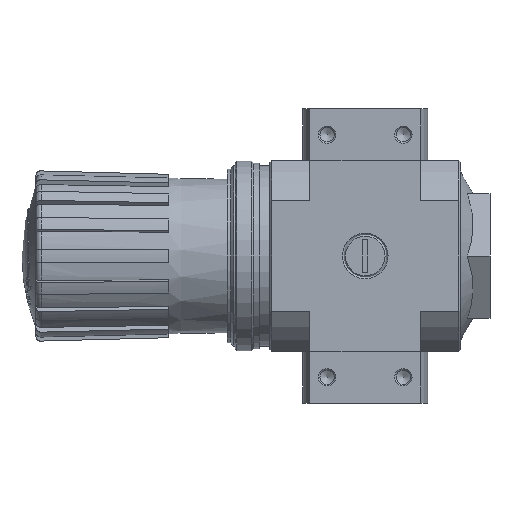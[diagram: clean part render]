
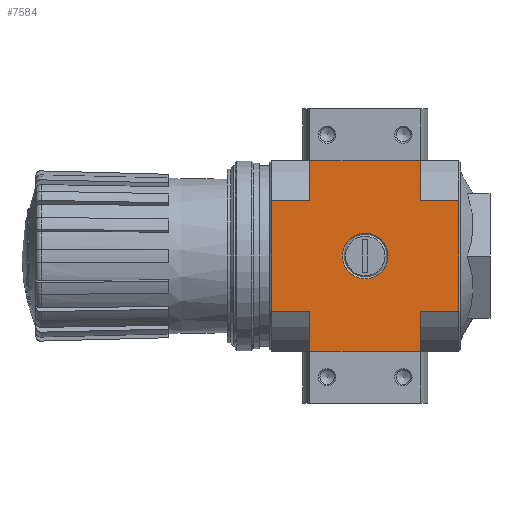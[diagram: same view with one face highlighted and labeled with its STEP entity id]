
A CAD part, left-side view. The second image highlights one B-rep face of the part: STEP entity #7584.
In plain terms, the highlighted face is planar.
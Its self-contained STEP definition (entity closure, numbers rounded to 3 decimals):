
#201=LINE('',#10556,#536);
#317=LINE('',#11845,#652);
#333=LINE('',#11907,#668);
#334=LINE('',#11910,#669);
#335=LINE('',#11912,#670);
#336=LINE('',#11914,#671);
#337=LINE('',#11915,#672);
#338=LINE('',#11917,#673);
#339=LINE('',#11919,#674);
#340=LINE('',#11921,#675);
#341=LINE('',#11923,#676);
#342=LINE('',#11924,#677);
#536=VECTOR('',#8658,1000.);
#652=VECTOR('',#9294,1000.);
#668=VECTOR('',#9332,1000.);
#669=VECTOR('',#9333,1000.);
#670=VECTOR('',#9334,1000.);
#671=VECTOR('',#9335,1000.);
#672=VECTOR('',#9336,1000.);
#673=VECTOR('',#9337,1000.);
#674=VECTOR('',#9338,1000.);
#675=VECTOR('',#9339,1000.);
#676=VECTOR('',#9340,1000.);
#677=VECTOR('',#9341,1000.);
#952=PLANE('',#8156);
#1230=CIRCLE('',#8157,6.579);
#2056=ORIENTED_EDGE('',*,*,#3590,.T.);
#2057=ORIENTED_EDGE('',*,*,#3591,.T.);
#2058=ORIENTED_EDGE('',*,*,#3592,.F.);
#2059=ORIENTED_EDGE('',*,*,#3593,.T.);
#2060=ORIENTED_EDGE('',*,*,#3594,.F.);
#2061=ORIENTED_EDGE('',*,*,#3157,.F.);
#2062=ORIENTED_EDGE('',*,*,#3595,.T.);
#2063=ORIENTED_EDGE('',*,*,#3596,.F.);
#2064=ORIENTED_EDGE('',*,*,#3597,.T.);
#2065=ORIENTED_EDGE('',*,*,#3598,.F.);
#2066=ORIENTED_EDGE('',*,*,#3599,.T.);
#2067=ORIENTED_EDGE('',*,*,#3565,.F.);
#2068=ORIENTED_EDGE('',*,*,#3600,.F.);
#3157=EDGE_CURVE('',#4016,#4017,#201,.T.);
#3565=EDGE_CURVE('',#4311,#4312,#317,.T.);
#3590=EDGE_CURVE('',#4330,#4330,#1230,.T.);
#3591=EDGE_CURVE('',#4331,#4332,#333,.F.);
#3592=EDGE_CURVE('',#4333,#4332,#334,.T.);
#3593=EDGE_CURVE('',#4333,#4334,#335,.T.);
#3594=EDGE_CURVE('',#4017,#4334,#336,.T.);
#3595=EDGE_CURVE('',#4016,#4335,#337,.T.);
#3596=EDGE_CURVE('',#4336,#4335,#338,.T.);
#3597=EDGE_CURVE('',#4336,#4337,#339,.T.);
#3598=EDGE_CURVE('',#4338,#4337,#340,.F.);
#3599=EDGE_CURVE('',#4338,#4312,#341,.T.);
#3600=EDGE_CURVE('',#4331,#4311,#342,.T.);
#4016=VERTEX_POINT('',#10555);
#4017=VERTEX_POINT('',#10557);
#4311=VERTEX_POINT('',#11844);
#4312=VERTEX_POINT('',#11846);
#4330=VERTEX_POINT('',#11906);
#4331=VERTEX_POINT('',#11908);
#4332=VERTEX_POINT('',#11909);
#4333=VERTEX_POINT('',#11911);
#4334=VERTEX_POINT('',#11913);
#4335=VERTEX_POINT('',#11916);
#4336=VERTEX_POINT('',#11918);
#4337=VERTEX_POINT('',#11920);
#4338=VERTEX_POINT('',#11922);
#4895=EDGE_LOOP('',(#2056));
#4896=EDGE_LOOP('',(#2057,#2058,#2059,#2060,#2061,#2062,#2063,#2064,#2065,
#2066,#2067,#2068));
#5410=FACE_BOUND('',#4895,.T.);
#5411=FACE_BOUND('',#4896,.T.);
#7584=ADVANCED_FACE('',(#5410,#5411),#952,.F.);
#8156=AXIS2_PLACEMENT_3D('',#11904,#9328,#9329);
#8157=AXIS2_PLACEMENT_3D('',#11905,#9330,#9331);
#8658=DIRECTION('',(0.,1.,0.));
#9294=DIRECTION('',(0.,-1.,0.));
#9328=DIRECTION('',(0.,0.,1.));
#9329=DIRECTION('',(1.,0.,0.));
#9330=DIRECTION('',(0.,0.,1.));
#9331=DIRECTION('',(1.,0.,0.));
#9332=DIRECTION('',(0.,-1.,0.));
#9333=DIRECTION('',(-1.,0.,0.));
#9334=DIRECTION('',(0.,-1.,0.));
#9335=DIRECTION('',(-1.,0.,0.));
#9336=DIRECTION('',(-1.,0.,0.));
#9337=DIRECTION('',(0.,1.,0.));
#9338=DIRECTION('',(-1.,0.,0.));
#9339=DIRECTION('',(0.,1.,0.));
#9340=DIRECTION('',(-1.,0.,0.));
#9341=DIRECTION('',(-1.,0.,0.));
#10555=CARTESIAN_POINT('',(27.5,-16.,-27.5));
#10556=CARTESIAN_POINT('',(27.5,-27.,-27.5));
#10557=CARTESIAN_POINT('',(27.5,16.,-27.5));
#11844=CARTESIAN_POINT('',(-27.5,16.,-27.5));
#11845=CARTESIAN_POINT('',(-27.5,27.,-27.5));
#11846=CARTESIAN_POINT('',(-27.5,-16.,-27.5));
#11904=CARTESIAN_POINT('',(0.,0.,-27.5));
#11905=CARTESIAN_POINT('',(0.,0.,-27.5));
#11906=CARTESIAN_POINT('',(6.579,0.,-27.5));
#11907=CARTESIAN_POINT('',(-15.869,31.,-27.5));
#11908=CARTESIAN_POINT('',(-15.869,16.,-27.5));
#11909=CARTESIAN_POINT('',(-15.869,27.,-27.5));
#11910=CARTESIAN_POINT('',(27.5,27.,-27.5));
#11911=CARTESIAN_POINT('',(15.869,27.,-27.5));
#11912=CARTESIAN_POINT('',(15.869,31.,-27.5));
#11913=CARTESIAN_POINT('',(15.869,16.,-27.5));
#11914=CARTESIAN_POINT('',(0.,16.,-27.5));
#11915=CARTESIAN_POINT('',(0.,-16.,-27.5));
#11916=CARTESIAN_POINT('',(15.869,-16.,-27.5));
#11917=CARTESIAN_POINT('',(15.869,-31.,-27.5));
#11918=CARTESIAN_POINT('',(15.869,-27.,-27.5));
#11919=CARTESIAN_POINT('',(27.5,-27.,-27.5));
#11920=CARTESIAN_POINT('',(-15.869,-27.,-27.5));
#11921=CARTESIAN_POINT('',(-15.869,-31.,-27.5));
#11922=CARTESIAN_POINT('',(-15.869,-16.,-27.5));
#11923=CARTESIAN_POINT('',(0.,-16.,-27.5));
#11924=CARTESIAN_POINT('',(0.,16.,-27.5));
